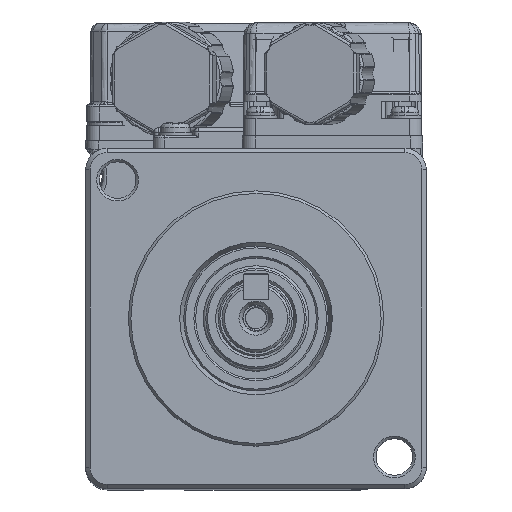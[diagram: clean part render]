
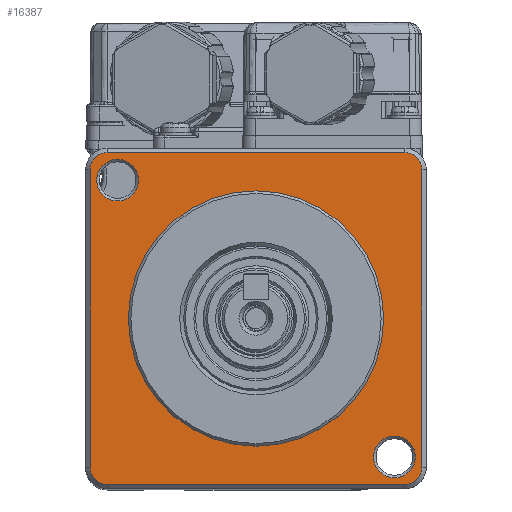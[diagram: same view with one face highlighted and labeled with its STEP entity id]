
A CAD part, top view. The second image highlights one B-rep face of the part: STEP entity #16387.
In plain terms, the highlighted planar face has unit normal (0, 0, 1).
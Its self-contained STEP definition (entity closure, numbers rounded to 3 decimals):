
#15265=CARTESIAN_POINT('',(19.5,-17.5,-19.5));
#15266=VERTEX_POINT('',#15265);
#15274=CARTESIAN_POINT('',(19.5,17.5,-19.5));
#15275=VERTEX_POINT('',#15274);
#15282=CARTESIAN_POINT('',(19.5,17.5,-19.5));
#15283=DIRECTION('',(0.,-1.,0.));
#15284=VECTOR('',#15283,35.);
#15285=LINE('',#15282,#15284);
#15286=EDGE_CURVE('',#15275,#15266,#15285,.T.);
#15693=CARTESIAN_POINT('',(-17.5,-19.5,-19.5));
#15694=VERTEX_POINT('',#15693);
#15702=CARTESIAN_POINT('',(17.5,-19.5,-19.5));
#15703=VERTEX_POINT('',#15702);
#15710=CARTESIAN_POINT('',(17.5,-19.5,-19.5));
#15711=DIRECTION('',(-1.,0.,0.));
#15712=VECTOR('',#15711,35.);
#15713=LINE('',#15710,#15712);
#15714=EDGE_CURVE('',#15703,#15694,#15713,.T.);
#15724=CARTESIAN_POINT('',(-19.5,-17.5,-19.5));
#15725=VERTEX_POINT('',#15724);
#15734=CARTESIAN_POINT('',(-17.5,-17.5,-19.5));
#15735=DIRECTION('',(0.,-1.,0.));
#15736=DIRECTION('',(0.,0.,-1.));
#15737=AXIS2_PLACEMENT_3D('',#15734,#15736,#15735);
#15738=CIRCLE('',#15737,2.);
#15739=EDGE_CURVE('',#15694,#15725,#15738,.T.);
#15750=CARTESIAN_POINT('',(-19.5,17.5,-19.5));
#15751=VERTEX_POINT('',#15750);
#15752=CARTESIAN_POINT('',(-19.5,-17.5,-19.5));
#15753=DIRECTION('',(0.,1.,0.));
#15754=VECTOR('',#15753,35.);
#15755=LINE('',#15752,#15754);
#15756=EDGE_CURVE('',#15725,#15751,#15755,.T.);
#16193=CARTESIAN_POINT('',(-17.5,19.5,-19.5));
#16194=VERTEX_POINT('',#16193);
#16201=CARTESIAN_POINT('',(17.5,19.5,-19.5));
#16202=VERTEX_POINT('',#16201);
#16203=CARTESIAN_POINT('',(-17.5,19.5,-19.5));
#16204=DIRECTION('',(1.,0.,0.));
#16205=VECTOR('',#16204,35.);
#16206=LINE('',#16203,#16205);
#16207=EDGE_CURVE('',#16194,#16202,#16206,.T.);
#16232=CARTESIAN_POINT('',(17.5,17.5,-19.5));
#16233=DIRECTION('',(0.,1.,0.));
#16234=DIRECTION('',(0.,-0.,-1.));
#16235=AXIS2_PLACEMENT_3D('',#16232,#16234,#16233);
#16236=CIRCLE('',#16235,2.);
#16237=EDGE_CURVE('',#16202,#15275,#16236,.T.);
#16323=CARTESIAN_POINT('',(17.5,-17.5,-19.5));
#16324=DIRECTION('',(1.,0.,0.));
#16325=DIRECTION('',(0.,0.,-1.));
#16326=AXIS2_PLACEMENT_3D('',#16323,#16325,#16324);
#16327=CIRCLE('',#16326,2.);
#16328=EDGE_CURVE('',#15266,#15703,#16327,.T.);
#16333=CARTESIAN_POINT('',(0.,0.,-19.5));
#16334=DIRECTION('',(0.,1.,0.));
#16335=DIRECTION('',(0.,-0.,1.));
#16336=AXIS2_PLACEMENT_3D('',#16333,#16335,#16334);
#16337=PLANE('',#16336);
#16338=ORIENTED_EDGE('',*,*,#15286,.F.);
#16339=ORIENTED_EDGE('',*,*,#16237,.F.);
#16340=ORIENTED_EDGE('',*,*,#16207,.F.);
#16341=CARTESIAN_POINT('',(-17.5,17.5,-19.5));
#16342=DIRECTION('',(0.,1.,0.));
#16343=DIRECTION('',(0.,0.,1.));
#16344=AXIS2_PLACEMENT_3D('',#16341,#16343,#16342);
#16345=CIRCLE('',#16344,2.);
#16346=EDGE_CURVE('',#16194,#15751,#16345,.T.);
#16347=ORIENTED_EDGE('',*,*,#16346,.T.);
#16348=ORIENTED_EDGE('',*,*,#15756,.F.);
#16349=ORIENTED_EDGE('',*,*,#15739,.F.);
#16350=ORIENTED_EDGE('',*,*,#15714,.F.);
#16351=ORIENTED_EDGE('',*,*,#16328,.F.);
#16352=EDGE_LOOP('',(#16338,#16339,#16340,#16347,#16348,#16349,#16350,#16351));
#16353=FACE_OUTER_BOUND('',#16352,.T.);
#16354=CARTESIAN_POINT('',(-15.,0.,-19.5));
#16355=VERTEX_POINT('',#16354);
#16356=CARTESIAN_POINT('',(0.,0.,-19.5));
#16357=DIRECTION('',(-1.,0.,-0.));
#16358=DIRECTION('',(0.,0.,-1.));
#16359=AXIS2_PLACEMENT_3D('',#16356,#16358,#16357);
#16360=CIRCLE('',#16359,15.);
#16361=EDGE_CURVE('',#16355,#16355,#16360,.T.);
#16362=ORIENTED_EDGE('',*,*,#16361,.T.);
#16363=EDGE_LOOP('',(#16362));
#16364=FACE_BOUND('',#16363,.T.);
#16365=CARTESIAN_POINT('',(13.813,-16.263,-19.5));
#16366=VERTEX_POINT('',#16365);
#16367=CARTESIAN_POINT('',(16.263,-16.263,-19.5));
#16368=DIRECTION('',(-1.,0.,0.));
#16369=DIRECTION('',(0.,0.,-1.));
#16370=AXIS2_PLACEMENT_3D('',#16367,#16369,#16368);
#16371=CIRCLE('',#16370,2.45);
#16372=EDGE_CURVE('',#16366,#16366,#16371,.T.);
#16373=ORIENTED_EDGE('',*,*,#16372,.T.);
#16374=EDGE_LOOP('',(#16373));
#16375=FACE_BOUND('',#16374,.T.);
#16376=CARTESIAN_POINT('',(-18.713,16.263,-19.5));
#16377=VERTEX_POINT('',#16376);
#16378=CARTESIAN_POINT('',(-16.263,16.263,-19.5));
#16379=DIRECTION('',(-1.,0.,0.));
#16380=DIRECTION('',(0.,0.,-1.));
#16381=AXIS2_PLACEMENT_3D('',#16378,#16380,#16379);
#16382=CIRCLE('',#16381,2.45);
#16383=EDGE_CURVE('',#16377,#16377,#16382,.T.);
#16384=ORIENTED_EDGE('',*,*,#16383,.T.);
#16385=EDGE_LOOP('',(#16384));
#16386=FACE_BOUND('',#16385,.T.);
#16387=ADVANCED_FACE('',(#16353,#16364,#16375,#16386),#16337,.T.);
